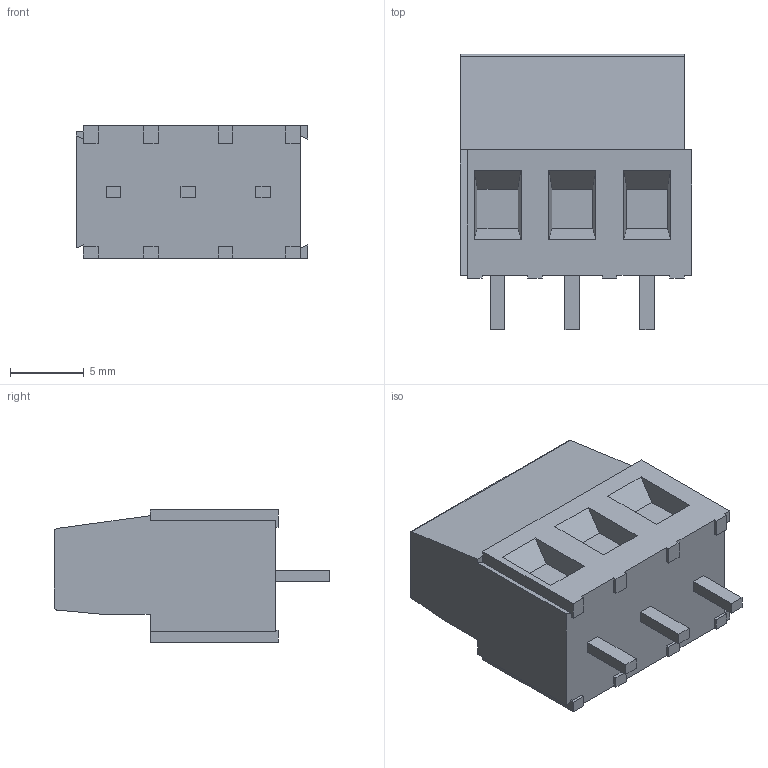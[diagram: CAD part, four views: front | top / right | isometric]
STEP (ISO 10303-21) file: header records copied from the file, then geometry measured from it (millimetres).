
FILE_DESCRIPTION (( 'STEP AP214' ), '1' );
FILE_NAME ('282841-3.STEP', '2023-06-29T19:35:05', ( '' ), ( '' ), 'SwSTEP 2.0', 'SolidWorks 2021', '' );
FILE_SCHEMA (( 'AUTOMOTIVE_DESIGN' ));
Length unit declared in the file: millimetre
Products named in the file (1): 282841-3
Bounding box: 15.74 x 18.7 x 9 mm (x, y, z)
Volume: 1682.1 mm3; surface area: 1288.2 mm2
Topology: 7 solids, 7 shells, 157 faces, 365 edges, 243 vertices
Faces by surface type: plane 131, cylinder 14, torus 12
Entity records: 4895 total; most frequent: CARTESIAN_POINT 1162, DIRECTION 733, ORIENTED_EDGE 730, EDGE_CURVE 365, LINE 289, VECTOR 289, VERTEX_POINT 243, AXIS2_PLACEMENT_3D 222
